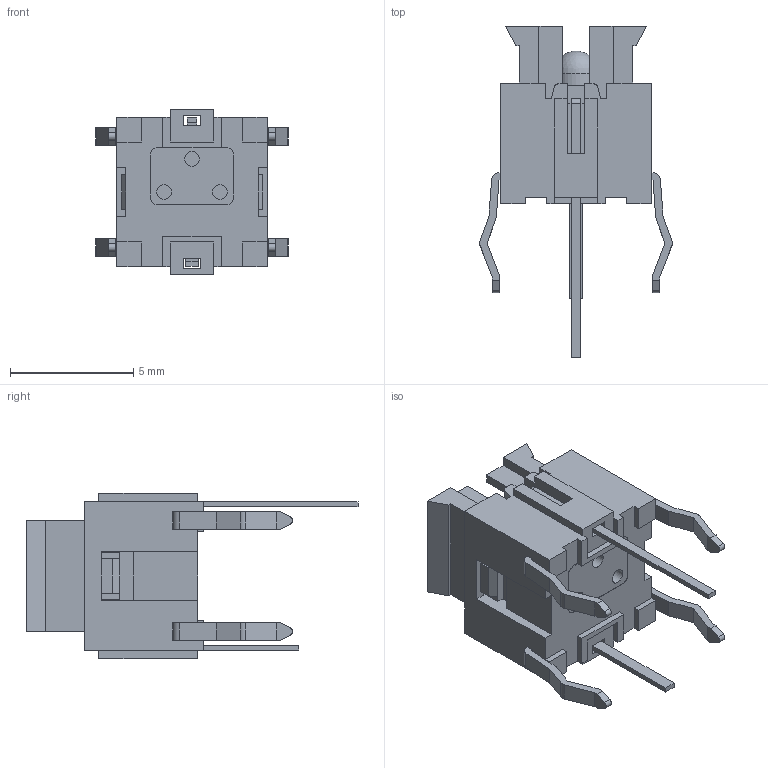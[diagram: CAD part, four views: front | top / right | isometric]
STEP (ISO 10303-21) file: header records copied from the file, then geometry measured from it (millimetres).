
FILE_DESCRIPTION(/* description */ ('STEP AP214'),/* implementation_level */ '2;1');
FILE_NAME(/* name */ 'ILS TA180 10',/* time_stamp */ '2024-09-27T23:56:11+02:00',/* author */ ('License CC BY-ND 4.0'),/* organization */ ('CADENAS'),/* preprocessor_version */ 'ST-DEVELOPER v19.3',/* originating_system */ 'PARTsolutions',/* authorisation */ ' ');
FILE_SCHEMA (('AUTOMOTIVE_DESIGN {1 0 10303 214 3 1 1}'));
Length unit declared in the file: millimetre
Products named in the file (2): ILS TA180 10; ILS TA180 10_PART1
Assembly tree (1 placements, depth 2):
  ILS TA180 10
    ILS TA180 10_PART1
Bounding box: 7.8 x 13.45 x 6.7 mm (x, y, z)
Volume: 150.7 mm3; surface area: 577 mm2
Topology: 1 solids, 1 shells, 284 faces, 819 edges, 538 vertices
Faces by surface type: plane 249, cylinder 33, sphere 2
Full cylindrical faces by diameter (mm): 0.6 x3, 1.5 x1, 1.8 x1
Entity records: 9152 total; most frequent: CARTESIAN_POINT 1628, ORIENTED_EDGE 1616, DIRECTION 1448, EDGE_CURVE 808, LINE 740, VECTOR 740, VERTEX_POINT 534, AXIS2_PLACEMENT_3D 354
